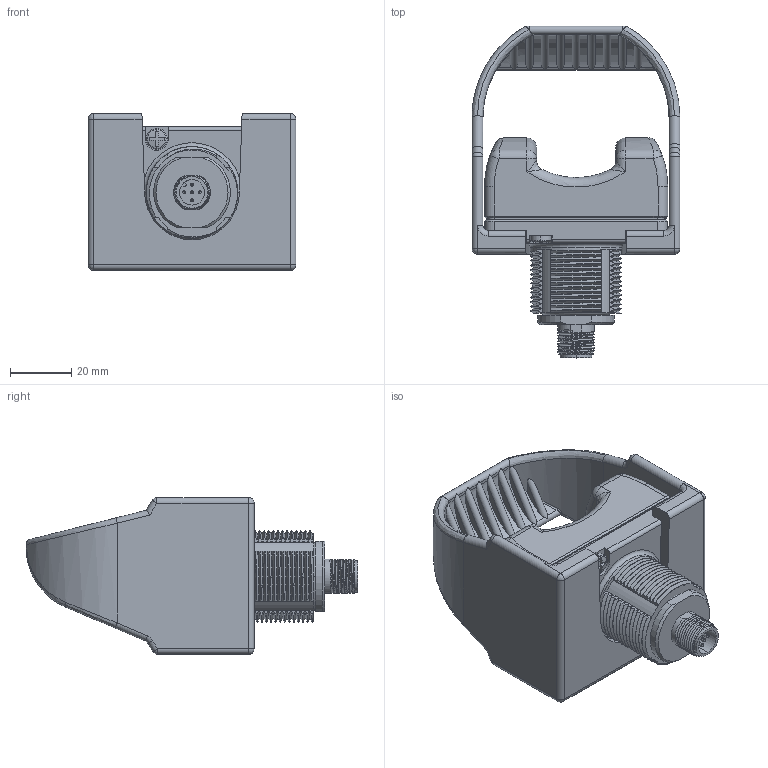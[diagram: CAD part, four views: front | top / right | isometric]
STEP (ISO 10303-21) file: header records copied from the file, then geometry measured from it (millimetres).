
FILE_DESCRIPTION((''),'2;1');
FILE_NAME('192434_ASM','2016-03-16T',('PDMAdmin'),(''),'PRO/ENGINEER BY PARAMETRIC TECHNOLOGY CORPORATION, 2013230','PRO/ENGINEER BY PARAMETRIC TECHNOLOGY CORPORATION, 2013230','');
FILE_SCHEMA(('CONFIG_CONTROL_DESIGN'));
Products named in the file (10): 15882; 107054; 29320; 41089_NO_ORING; 15778; 113772_ASM; 09642; 08847; 30221_GENERIC; 192434_ASM
Assembly tree (10 placements, depth 3):
  192434_ASM
    113772_ASM
      15882
      107054
      29320
      41089_NO_ORING
      15778
    09642
    08847  x2
    30221_GENERIC
Bounding box: 68.07 x 108.7 x 51.31 mm (x, y, z)
Volume: 78397.9 mm3; surface area: 55129.9 mm2
Topology: 9 solids, 11 shells, 1583 faces, 4253 edges, 2718 vertices
Faces by surface type: cylinder 608, plane 512, bspline 288, sphere 70, torus 67, cone 38
Entity records: 109785 total; most frequent: CARTESIAN_POINT 73796, ORIENTED_EDGE 8178, DIRECTION 6465, EDGE_CURVE 4093, VERTEX_POINT 2624, AXIS2_PLACEMENT_3D 2338, VECTOR 1789, LINE 1789
